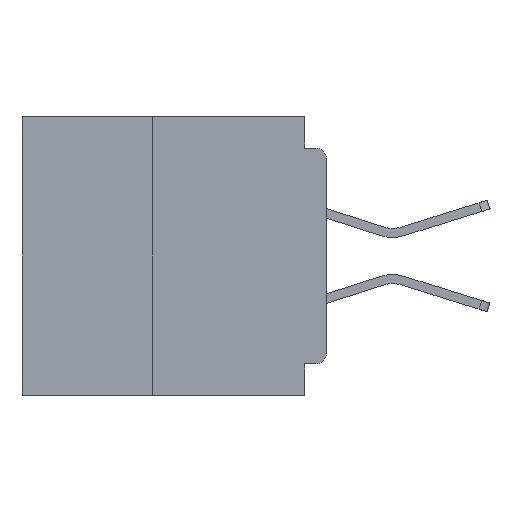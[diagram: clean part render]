
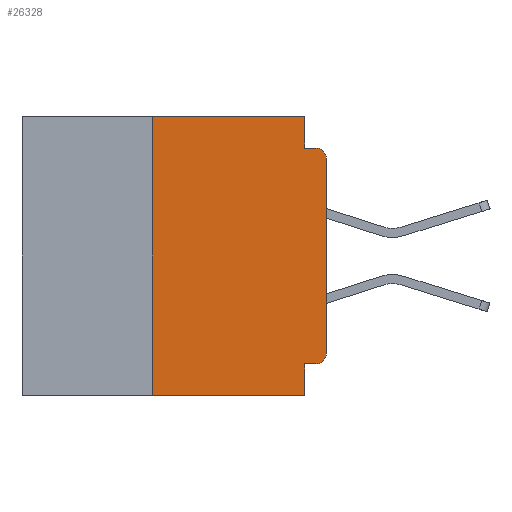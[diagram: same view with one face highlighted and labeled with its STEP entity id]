
A CAD part, left-side view. The second image highlights one B-rep face of the part: STEP entity #26328.
In plain terms, the highlighted planar face has unit normal (-1, 0, 0).
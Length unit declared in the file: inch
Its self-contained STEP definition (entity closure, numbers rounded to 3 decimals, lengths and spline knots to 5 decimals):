
#1528 = CARTESIAN_POINT ( 'NONE',  ( 0., 0., 0. ) ) ;
#3471 = CARTESIAN_POINT ( 'NONE',  ( 0., 0.031, -0.4 ) ) ;
#3662 = VERTEX_POINT ( 'NONE', #33789 ) ;
#4693 = CARTESIAN_POINT ( 'NONE',  ( 0., 0.031, 0. ) ) ;
#5543 = LINE ( 'NONE', #42822, #47944 ) ;
#6021 = DIRECTION ( 'NONE',  ( -1., 0., 0. ) ) ;
#7059 = PLANE ( 'NONE',  #23395 ) ;
#7911 = DIRECTION ( 'NONE',  ( 0., 1., 0. ) ) ;
#8237 = EDGE_CURVE ( 'NONE', #48242, #20954, #33027, .T. ) ;
#8315 = VECTOR ( 'NONE', #8897, 39.37008 ) ;
#8897 = DIRECTION ( 'NONE',  ( 0., 0., -1. ) ) ;
#10501 = CARTESIAN_POINT ( 'NONE',  ( 0., 0., -0.045 ) ) ;
#10533 = ORIENTED_EDGE ( 'NONE', *, *, #30428, .F. ) ;
#10931 = EDGE_CURVE ( 'NONE', #41146, #47884, #14351, .T. ) ;
#11672 = DIRECTION ( 'NONE',  ( 0., 0., -1. ) ) ;
#12511 = EDGE_CURVE ( 'NONE', #47884, #20954, #47512, .T. ) ;
#13190 = CIRCLE ( 'NONE', #18683, 0.015 ) ;
#13314 = EDGE_LOOP ( 'NONE', ( #35031, #19099, #35556, #40669, #22865, #10533, #22225, #19648, #33528, #41780 ) ) ;
#14351 = LINE ( 'NONE', #36693, #24011 ) ;
#15141 = CARTESIAN_POINT ( 'NONE',  ( 0., 0.437, 0. ) ) ;
#15376 = DIRECTION ( 'NONE',  ( 1., 0., 0. ) ) ;
#15966 = EDGE_CURVE ( 'NONE', #31951, #30430, #32866, .T. ) ;
#16013 = DIRECTION ( 'NONE',  ( -1., 0., 0. ) ) ;
#16444 = EDGE_CURVE ( 'NONE', #22208, #38157, #19304, .T. ) ;
#16699 = EDGE_CURVE ( 'NONE', #38157, #30430, #18640, .T. ) ;
#17359 = EDGE_CURVE ( 'NONE', #25605, #31951, #20510, .T. ) ;
#18640 = LINE ( 'NONE', #10501, #28282 ) ;
#18683 = AXIS2_PLACEMENT_3D ( 'NONE', #40600, #16013, #44719 ) ;
#18974 = EDGE_CURVE ( 'NONE', #41146, #25605, #13190, .T. ) ;
#19099 = ORIENTED_EDGE ( 'NONE', *, *, #15966, .T. ) ;
#19199 = VECTOR ( 'NONE', #47200, 39.37008 ) ;
#19304 = LINE ( 'NONE', #4693, #8315 ) ;
#19648 = ORIENTED_EDGE ( 'NONE', *, *, #12511, .F. ) ;
#20510 = LINE ( 'NONE', #1528, #19199 ) ;
#20828 = VECTOR ( 'NONE', #22727, 39.37008 ) ;
#20954 = VERTEX_POINT ( 'NONE', #3471 ) ;
#22208 = VERTEX_POINT ( 'NONE', #43915 ) ;
#22225 = ORIENTED_EDGE ( 'NONE', *, *, #8237, .T. ) ;
#22727 = DIRECTION ( 'NONE',  ( 0., -1., 0. ) ) ;
#22865 = ORIENTED_EDGE ( 'NONE', *, *, #25069, .F. ) ;
#23395 = AXIS2_PLACEMENT_3D ( 'NONE', #39976, #15376, #44081 ) ;
#24011 = VECTOR ( 'NONE', #7911, 39.37008 ) ;
#25069 = EDGE_CURVE ( 'NONE', #3662, #22208, #38812, .T. ) ;
#25605 = VERTEX_POINT ( 'NONE', #39337 ) ;
#26328 = ADVANCED_FACE ( 'NONE', ( #39945 ), #7059, .F. ) ;
#26518 = CARTESIAN_POINT ( 'NONE',  ( 0., 0.015, -0.045 ) ) ;
#28054 = CARTESIAN_POINT ( 'NONE',  ( 0., 0.031, -0.4 ) ) ;
#28282 = VECTOR ( 'NONE', #35143, 39.37008 ) ;
#29133 = CARTESIAN_POINT ( 'NONE',  ( 0., 0.031, -0.355 ) ) ;
#30428 = EDGE_CURVE ( 'NONE', #48242, #3662, #5543, .T. ) ;
#30430 = VERTEX_POINT ( 'NONE', #26518 ) ;
#30671 = DIRECTION ( 'NONE',  ( 0., 0., 1. ) ) ;
#30748 = CARTESIAN_POINT ( 'NONE',  ( 0., 0.015, -0.06 ) ) ;
#31521 = DIRECTION ( 'NONE',  ( 0., -1., 0. ) ) ;
#31951 = VERTEX_POINT ( 'NONE', #37472 ) ;
#32866 = CIRCLE ( 'NONE', #39892, 0.015 ) ;
#33027 = LINE ( 'NONE', #51260, #20828 ) ;
#33528 = ORIENTED_EDGE ( 'NONE', *, *, #10931, .F. ) ;
#33789 = CARTESIAN_POINT ( 'NONE',  ( 0., 0.25, 0. ) ) ;
#34854 = DIRECTION ( 'NONE',  ( 0., 0., -1. ) ) ;
#35031 = ORIENTED_EDGE ( 'NONE', *, *, #17359, .T. ) ;
#35143 = DIRECTION ( 'NONE',  ( 0., -1., 0. ) ) ;
#35556 = ORIENTED_EDGE ( 'NONE', *, *, #16699, .F. ) ;
#36693 = CARTESIAN_POINT ( 'NONE',  ( 0., 0., -0.355 ) ) ;
#37472 = CARTESIAN_POINT ( 'NONE',  ( 0., 0., -0.06 ) ) ;
#37531 = VECTOR ( 'NONE', #31521, 39.37008 ) ;
#38157 = VERTEX_POINT ( 'NONE', #51691 ) ;
#38812 = LINE ( 'NONE', #15141, #37531 ) ;
#39337 = CARTESIAN_POINT ( 'NONE',  ( 0., 0., -0.34 ) ) ;
#39892 = AXIS2_PLACEMENT_3D ( 'NONE', #30748, #6021, #34854 ) ;
#39945 = FACE_OUTER_BOUND ( 'NONE', #13314, .T. ) ;
#39976 = CARTESIAN_POINT ( 'NONE',  ( 0., 0.437, 0. ) ) ;
#40600 = CARTESIAN_POINT ( 'NONE',  ( 0., 0.015, -0.34 ) ) ;
#40669 = ORIENTED_EDGE ( 'NONE', *, *, #16444, .F. ) ;
#41146 = VERTEX_POINT ( 'NONE', #50753 ) ;
#41780 = ORIENTED_EDGE ( 'NONE', *, *, #18974, .T. ) ;
#42822 = CARTESIAN_POINT ( 'NONE',  ( 0., 0.25, -0.4 ) ) ;
#43753 = CARTESIAN_POINT ( 'NONE',  ( 0., 0.25, -0.4 ) ) ;
#43915 = CARTESIAN_POINT ( 'NONE',  ( 0., 0.031, 0. ) ) ;
#44081 = DIRECTION ( 'NONE',  ( 0., 0., -1. ) ) ;
#44719 = DIRECTION ( 'NONE',  ( 0., 0., -1. ) ) ;
#44985 = VECTOR ( 'NONE', #11672, 39.37008 ) ;
#47200 = DIRECTION ( 'NONE',  ( 0., 0., 1. ) ) ;
#47512 = LINE ( 'NONE', #28054, #44985 ) ;
#47884 = VERTEX_POINT ( 'NONE', #29133 ) ;
#47944 = VECTOR ( 'NONE', #30671, 39.37008 ) ;
#48242 = VERTEX_POINT ( 'NONE', #43753 ) ;
#50753 = CARTESIAN_POINT ( 'NONE',  ( 0., 0.015, -0.355 ) ) ;
#51260 = CARTESIAN_POINT ( 'NONE',  ( 0., 0.437, -0.4 ) ) ;
#51691 = CARTESIAN_POINT ( 'NONE',  ( 0., 0.031, -0.045 ) ) ;
